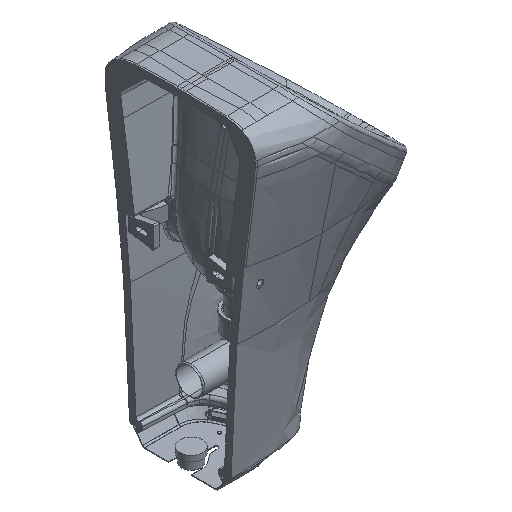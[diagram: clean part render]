
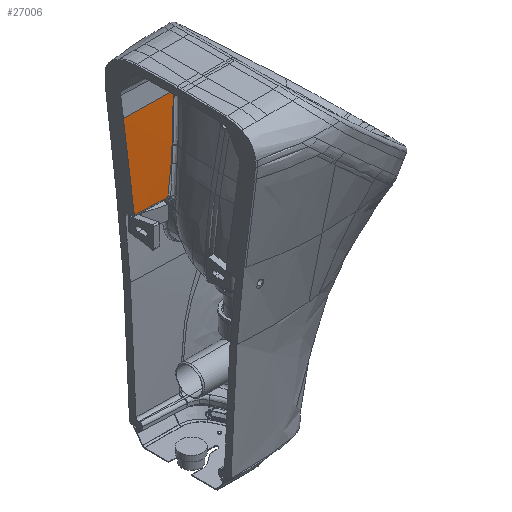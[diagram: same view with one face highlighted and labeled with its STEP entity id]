
A CAD part, isometric view. The second image highlights one B-rep face of the part: STEP entity #27006.
In plain terms, the highlighted free-form (B-spline) face has degree [5, 1] with [6, 2] control points.
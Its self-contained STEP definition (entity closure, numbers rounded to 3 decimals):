
#19050=CARTESIAN_POINT('',(0.,81.581,259.226));
#19051=VERTEX_POINT('',#19050);
#19069=CARTESIAN_POINT('',(0.,101.143,398.424));
#19070=VERTEX_POINT('',#19069);
#19071=CARTESIAN_POINT('',(0.,101.143,398.424));
#19072=CARTESIAN_POINT('',(0.,93.739,352.147));
#19073=CARTESIAN_POINT('',(0.,87.252,305.741));
#19074=CARTESIAN_POINT('',(0.,81.581,259.226));
#19075=B_SPLINE_CURVE_WITH_KNOTS('',3,(#19071,#19072,#19073,#19074),.UNSPECIFIED.,.F.,.U.,(4,4),(0.0,198.799),.UNSPECIFIED.);
#19076=EDGE_CURVE('',#19070,#19051,#19075,.T.);
#26893=CARTESIAN_POINT('',(30.015,81.006,258.84));
#26894=VERTEX_POINT('',#26893);
#26895=CARTESIAN_POINT('',(0.,81.581,259.226));
#26896=DIRECTION('',(1.,-0.019,-0.013));
#26897=VECTOR('',#26896,30.023);
#26898=LINE('',#26895,#26897);
#26899=EDGE_CURVE('',#19051,#26894,#26898,.T.);
#26913=CARTESIAN_POINT('',(0.,81.472,258.335));
#26914=CARTESIAN_POINT('',(0.,84.891,286.423));
#26915=CARTESIAN_POINT('',(0.,88.557,314.476));
#26916=CARTESIAN_POINT('',(0.,92.48,342.493));
#26917=CARTESIAN_POINT('',(0.,96.672,370.481));
#26918=CARTESIAN_POINT('',(0.,101.143,398.424));
#26919=CARTESIAN_POINT('',(87.399,79.958,258.519));
#26920=CARTESIAN_POINT('',(87.399,83.378,286.618));
#26921=CARTESIAN_POINT('',(87.399,87.045,314.682));
#26922=CARTESIAN_POINT('',(87.399,90.97,342.71));
#26923=CARTESIAN_POINT('',(87.399,95.164,370.71));
#26924=CARTESIAN_POINT('',(87.399,99.637,398.665));
#26925=B_SPLINE_SURFACE_WITH_KNOTS('',5,1,((#26913,#26919),(#26914,#26920),(#26915,#26921),(#26916,#26922),(#26917,#26923),(#26918,#26924)),.UNSPECIFIED.,.F.,.F.,.U.,(6,6),(2,2),(257.849,399.424),(0.0,87.413),.UNSPECIFIED.);
#26926=CARTESIAN_POINT('',(57.682,80.476,258.484));
#26927=VERTEX_POINT('',#26926);
#26928=CARTESIAN_POINT('',(58.38,80.461,258.458));
#26929=VERTEX_POINT('',#26928);
#26930=CARTESIAN_POINT('',(56.108,79.898,253.505));
#26931=DIRECTION('',(-0.017,-0.993,0.121));
#26932=DIRECTION('',(0.99,0.,0.141));
#26933=AXIS2_PLACEMENT_3D('',#26930,#26931,#26932);
#26934=ELLIPSE('',#26933,8.577,4.917);
#26935=EDGE_CURVE('',#26927,#26929,#26934,.F.);
#26936=ORIENTED_EDGE('',*,*,#26935,.T.);
#26937=CARTESIAN_POINT('',(69.271,85.698,301.126));
#26938=VERTEX_POINT('',#26937);
#26939=CARTESIAN_POINT('',(69.271,85.698,301.126));
#26940=CARTESIAN_POINT('',(66.939,84.287,290.199));
#26941=CARTESIAN_POINT('',(64.267,82.935,279.305));
#26942=CARTESIAN_POINT('',(61.28,81.65,268.542));
#26943=CARTESIAN_POINT('',(60.346,81.248,265.174));
#26944=CARTESIAN_POINT('',(59.38,80.852,261.815));
#26945=CARTESIAN_POINT('',(58.38,80.461,258.458));
#26946=B_SPLINE_CURVE_WITH_KNOTS('',3,(#26939,#26940,#26941,#26942,#26943,#26944,#26945),.UNSPECIFIED.,.F.,.U.,(4,3,4),(0.0,47.797,62.755),.UNSPECIFIED.);
#26947=EDGE_CURVE('',#26938,#26929,#26946,.T.);
#26948=ORIENTED_EDGE('',*,*,#26947,.F.);
#26949=CARTESIAN_POINT('',(69.311,85.722,301.314));
#26950=VERTEX_POINT('',#26949);
#26951=CARTESIAN_POINT('',(69.311,85.722,301.314));
#26952=DIRECTION('',(-0.207,-0.125,-0.97));
#26953=VECTOR('',#26952,0.194);
#26954=LINE('',#26951,#26953);
#26955=EDGE_CURVE('',#26950,#26938,#26954,.T.);
#26956=ORIENTED_EDGE('',*,*,#26955,.F.);
#26957=CARTESIAN_POINT('',(74.384,88.952,325.696));
#26958=VERTEX_POINT('',#26957);
#26959=CARTESIAN_POINT('',(74.384,88.952,325.696));
#26960=CARTESIAN_POINT('',(72.783,87.845,317.553));
#26961=CARTESIAN_POINT('',(71.041,86.77,309.436));
#26962=CARTESIAN_POINT('',(69.311,85.722,301.314));
#26963=B_SPLINE_CURVE_WITH_KNOTS('',3,(#26959,#26960,#26961,#26962),.UNSPECIFIED.,.F.,.U.,(4,4),(0.0,35.522),.UNSPECIFIED.);
#26964=EDGE_CURVE('',#26958,#26950,#26963,.T.);
#26965=ORIENTED_EDGE('',*,*,#26964,.F.);
#26966=CARTESIAN_POINT('',(87.399,99.637,398.665));
#26967=VERTEX_POINT('',#26966);
#26968=CARTESIAN_POINT('',(87.399,99.637,398.665));
#26969=CARTESIAN_POINT('',(85.953,98.367,390.571));
#26970=CARTESIAN_POINT('',(84.562,97.122,382.453));
#26971=CARTESIAN_POINT('',(83.169,95.906,374.342));
#26972=CARTESIAN_POINT('',(82.05,94.929,367.828));
#26973=CARTESIAN_POINT('',(80.927,93.969,361.301));
#26974=CARTESIAN_POINT('',(79.777,93.028,354.782));
#26975=CARTESIAN_POINT('',(78.918,92.325,349.911));
#26976=CARTESIAN_POINT('',(78.043,91.632,345.041));
#26977=CARTESIAN_POINT('',(77.143,90.95,340.175));
#26978=CARTESIAN_POINT('',(76.343,90.344,335.85));
#26979=CARTESIAN_POINT('',(75.524,89.747,331.528));
#26980=CARTESIAN_POINT('',(74.681,89.158,327.212));
#26981=CARTESIAN_POINT('',(74.628,89.121,326.94));
#26982=CARTESIAN_POINT('',(74.581,89.088,326.702));
#26983=CARTESIAN_POINT('',(74.533,89.055,326.455));
#26984=CARTESIAN_POINT('',(74.486,89.022,326.213));
#26985=CARTESIAN_POINT('',(74.437,88.988,325.963));
#26986=CARTESIAN_POINT('',(74.384,88.952,325.696));
#26987=B_SPLINE_CURVE_WITH_KNOTS('',3,(#26968,#26969,#26970,#26971,#26972,#26973,#26974,#26975,#26976,#26977,#26978,#26979,#26980,#26981,#26982,#26983,#26984,#26985,#26986),.UNSPECIFIED.,.F.,.U.,(4,3,3,3,3,3,4),(0.0,35.286,63.62,84.793,103.608,104.797,105.966),.UNSPECIFIED.);
#26988=EDGE_CURVE('',#26967,#26958,#26987,.T.);
#26989=ORIENTED_EDGE('',*,*,#26988,.F.);
#26990=CARTESIAN_POINT('',(0.,101.143,398.424));
#26991=DIRECTION('',(1.,-0.017,0.003));
#26992=VECTOR('',#26991,87.413);
#26993=LINE('',#26990,#26992);
#26994=EDGE_CURVE('',#19070,#26967,#26993,.T.);
#26995=ORIENTED_EDGE('',*,*,#26994,.F.);
#26996=ORIENTED_EDGE('',*,*,#19076,.T.);
#26997=ORIENTED_EDGE('',*,*,#26899,.T.);
#26998=CARTESIAN_POINT('',(57.682,80.476,258.484));
#26999=DIRECTION('',(-1.,0.019,0.013));
#27000=VECTOR('',#26999,27.674);
#27001=LINE('',#26998,#27000);
#27002=EDGE_CURVE('',#26894,#26927,#27001,.F.);
#27003=ORIENTED_EDGE('',*,*,#27002,.T.);
#27004=EDGE_LOOP('',(#26936,#26948,#26956,#26965,#26989,#26995,#26996,#26997,#27003));
#27005=FACE_OUTER_BOUND('',#27004,.T.);
#27006=ADVANCED_FACE('',(#27005),#26925,.F.);
